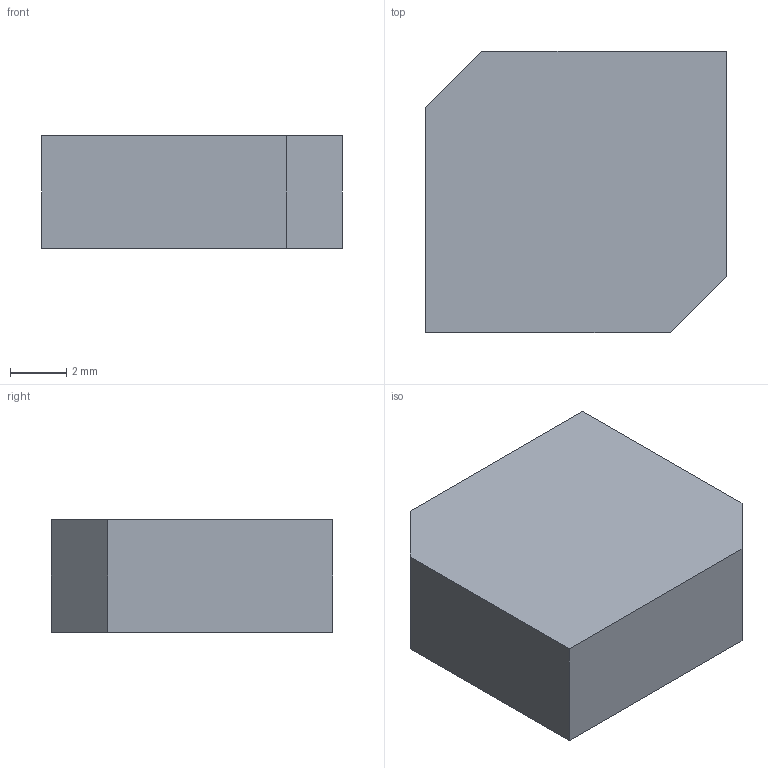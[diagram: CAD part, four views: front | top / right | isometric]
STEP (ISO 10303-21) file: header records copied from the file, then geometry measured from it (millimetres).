
FILE_DESCRIPTION(('FreeCAD Model'),'2;1');
FILE_NAME('SPM10040XT.step', '2020-01-25T22:26:27',('Author'),(''), 'Open CASCADE STEP processor 6.9','FreeCAD','Unknown');
FILE_SCHEMA(('AUTOMOTIVE_DESIGN_CC2 { 1 2 10303 214 -1 1 5 4 }'));
Length unit declared in the file: millimetre
Products named in the file (3): ASSEMBLY; Sketch; Pad
Assembly tree (2 placements, depth 2):
  ASSEMBLY
    Sketch
    Pad
Bounding box: 10.7 x 10 x 4 mm (x, y, z)
Volume: 412 mm3; surface area: 362.2 mm2
Topology: 1 solids, 1 shells, 8 faces, 24 edges, 24 vertices
Faces by surface type: plane 8
Entity records: 566 total; most frequent: CARTESIAN_POINT 95, DIRECTION 82, LINE 60, VECTOR 60, ORIENTED_EDGE 36, PCURVE 36, DEFINITIONAL_REPRESENTATION 36, EDGE_CURVE 18
